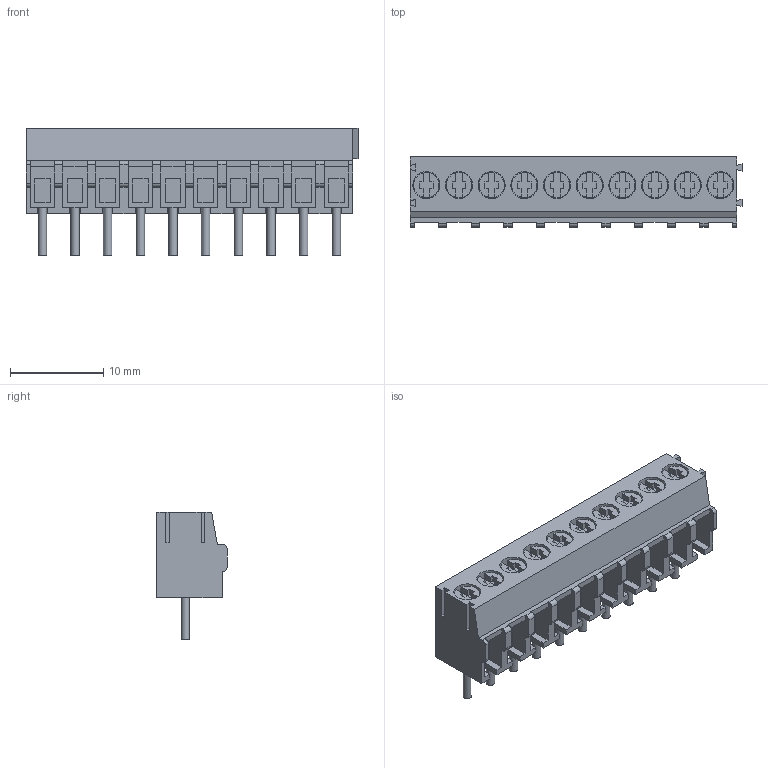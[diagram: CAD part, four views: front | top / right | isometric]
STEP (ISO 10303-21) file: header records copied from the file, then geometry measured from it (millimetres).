
FILE_DESCRIPTION(/* description */ ('model of TerminalBlock_Phoenix_PT-1,5-10-3.5-H_1x10_P3.50mm_Horizontal'),/* implementation_level */ '2;1');
FILE_NAME(/* name */ 'TerminalBlock_Phoenix_PT-1,5-10-3.5-H_1x10_P3.50mm_Horizontal.step',/* time_stamp */ '2020-05-14T18:11:15',/* author */ ('kicad StepUp','ksu'),/* organization */ ('FreeCAD'),/* preprocessor_version */ 'OCC',/* originating_system */ 'kicad StepUp',/* authorisation */ '');
FILE_SCHEMA(('AUTOMOTIVE_DESIGN { 1 0 10303 214 1 1 1 1 }'));
Length unit declared in the file: millimetre
Products named in the file (1): TerminalBlock_Phoenix_PT_15_10_35_H_1x10_P350mm_Horizontal
Bounding box: 35.57 x 7.55 x 13.7 mm (x, y, z)
Volume: 1700.2 mm3; surface area: 3047.8 mm2
Topology: 1 solids, 1 shells, 508 faces, 1368 edges, 892 vertices
Faces by surface type: plane 436, cylinder 72
Full cylindrical faces by diameter (mm): 0.9 x10, 2.7 x10, 2.9 x10
Entity records: 37025 total; most frequent: CARTESIAN_POINT 6147, DIRECTION 5054, LINE 3306, VECTOR 3306, ORIENTED_EDGE 2736, PCURVE 2736, DEFINITIONAL_REPRESENTATION 2736, EDGE_CURVE 1368
